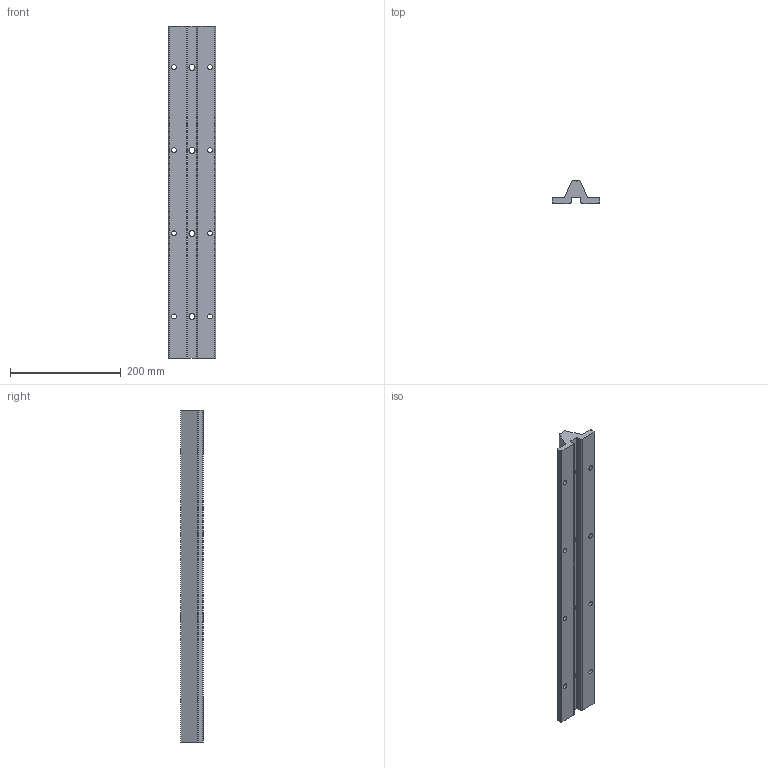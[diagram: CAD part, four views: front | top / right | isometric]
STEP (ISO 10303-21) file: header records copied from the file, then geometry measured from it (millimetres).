
FILE_DESCRIPTION(/* description */ ('Wellenunterstützung'),/* implementation_level */ '2;1');
FILE_NAME(/* name */ '151726-0.step',/* time_stamp */ '2021-08-16T08:08:02+02:00',/* author */ ('Praktikum'),/* organization */ (''),/* preprocessor_version */ 'ST-DEVELOPER v18.1',/* originating_system */ 'Autodesk Inventor 2021',/* authorisation */ '');
FILE_SCHEMA (('AUTOMOTIVE_DESIGN { 1 0 10303 214 3 1 1 }'));
Length unit declared in the file: millimetre
Products named in the file (1): 15-1726-0FZ.000
Bounding box: 85 x 40.88 x 599.5 mm (x, y, z)
Volume: 891966.8 mm3; surface area: 155436.7 mm2
Topology: 1 solids, 1 shells, 35 faces, 111 edges, 74 vertices
Faces by surface type: cylinder 20, plane 15
Full cylindrical faces by diameter (mm): 9 x8, 11 x4
Entity records: 1342 total; most frequent: DIRECTION 231, ORIENTED_EDGE 222, CARTESIAN_POINT 221, EDGE_CURVE 111, AXIS2_PLACEMENT_3D 84, VERTEX_POINT 74, LINE 63, VECTOR 63
